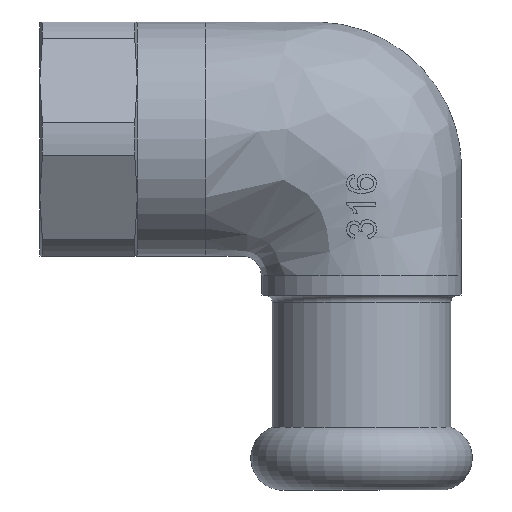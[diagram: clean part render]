
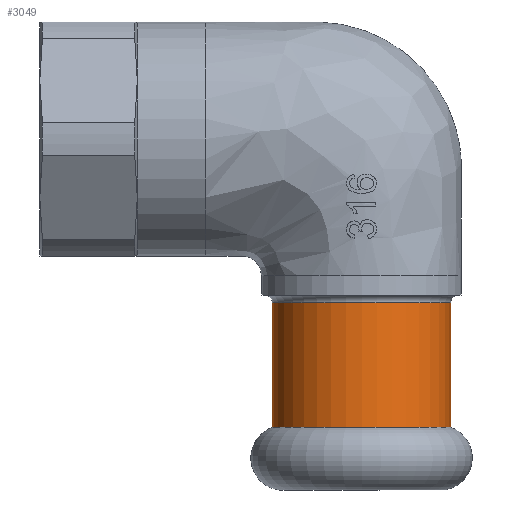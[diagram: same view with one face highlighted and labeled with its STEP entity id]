
A CAD part, left-side view. The second image highlights one B-rep face of the part: STEP entity #3049.
In plain terms, the highlighted cylindrical face has radius 9.15 mm (diameter 18.3 mm), a full revolution.
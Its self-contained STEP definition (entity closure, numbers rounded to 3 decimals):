
#564=LINE('',#7567,#700);
#700=VECTOR('',#3704,9.15);
#715=CYLINDRICAL_SURFACE('',#3237,9.15);
#879=FACE_OUTER_BOUND('',#1065,.T.);
#1065=EDGE_LOOP('',(#2788,#2789,#2790,#2791,#2792,#2793,#2794,#2795));
#1083=CIRCLE('',#3086,9.15);
#1084=CIRCLE('',#3087,9.15);
#1089=CIRCLE('',#3092,9.15);
#1138=CIRCLE('',#3228,9.15);
#1139=CIRCLE('',#3229,9.15);
#1143=CIRCLE('',#3233,9.15);
#1163=VERTEX_POINT('',#3774);
#1164=VERTEX_POINT('',#3775);
#1165=VERTEX_POINT('',#3777);
#1457=VERTEX_POINT('',#7550);
#1458=VERTEX_POINT('',#7551);
#1459=VERTEX_POINT('',#7553);
#1477=EDGE_CURVE('',#1163,#1164,#1083,.T.);
#1478=EDGE_CURVE('',#1165,#1163,#1084,.T.);
#1483=EDGE_CURVE('',#1164,#1165,#1089,.T.);
#1913=EDGE_CURVE('',#1457,#1458,#1138,.T.);
#1914=EDGE_CURVE('',#1458,#1459,#1139,.T.);
#1918=EDGE_CURVE('',#1459,#1457,#1143,.T.);
#1921=EDGE_CURVE('',#1458,#1164,#564,.T.);
#2788=ORIENTED_EDGE('',*,*,#1913,.F.);
#2789=ORIENTED_EDGE('',*,*,#1918,.F.);
#2790=ORIENTED_EDGE('',*,*,#1914,.F.);
#2791=ORIENTED_EDGE('',*,*,#1921,.T.);
#2792=ORIENTED_EDGE('',*,*,#1483,.T.);
#2793=ORIENTED_EDGE('',*,*,#1478,.T.);
#2794=ORIENTED_EDGE('',*,*,#1477,.T.);
#2795=ORIENTED_EDGE('',*,*,#1921,.F.);
#3049=ADVANCED_FACE('',(#879),#715,.T.);
#3086=AXIS2_PLACEMENT_3D('',#3776,#3272,#3273);
#3087=AXIS2_PLACEMENT_3D('',#3778,#3274,#3275);
#3092=AXIS2_PLACEMENT_3D('',#3786,#3284,#3285);
#3228=AXIS2_PLACEMENT_3D('',#7552,#3684,#3685);
#3229=AXIS2_PLACEMENT_3D('',#7554,#3686,#3687);
#3233=AXIS2_PLACEMENT_3D('',#7560,#3694,#3695);
#3237=AXIS2_PLACEMENT_3D('',#7566,#3702,#3703);
#3272=DIRECTION('center_axis',(0.,0.,1.));
#3273=DIRECTION('ref_axis',(0.,-1.,0.));
#3274=DIRECTION('center_axis',(0.,0.,1.));
#3275=DIRECTION('ref_axis',(0.,-1.,0.));
#3284=DIRECTION('center_axis',(0.,0.,1.));
#3285=DIRECTION('ref_axis',(0.,-1.,0.));
#3684=DIRECTION('center_axis',(0.,0.,1.));
#3685=DIRECTION('ref_axis',(0.,1.,0.));
#3686=DIRECTION('center_axis',(0.,0.,1.));
#3687=DIRECTION('ref_axis',(0.,1.,0.));
#3694=DIRECTION('center_axis',(0.,0.,1.));
#3695=DIRECTION('ref_axis',(0.,1.,0.));
#3702=DIRECTION('center_axis',(0.,0.,1.));
#3703=DIRECTION('ref_axis',(0.,-1.,0.));
#3704=DIRECTION('',(0.,0.,-1.));
#3774=CARTESIAN_POINT('',(0.,-9.15,-29.569));
#3775=CARTESIAN_POINT('',(0.,9.15,-29.569));
#3776=CARTESIAN_POINT('Origin',(0.,0.,-29.569));
#3777=CARTESIAN_POINT('',(-9.15,0.,-29.569));
#3778=CARTESIAN_POINT('Origin',(0.,0.,-29.569));
#3786=CARTESIAN_POINT('Origin',(0.,0.,-29.569));
#7550=CARTESIAN_POINT('',(0.,-9.15,-16.8));
#7551=CARTESIAN_POINT('',(0.,9.15,-16.8));
#7552=CARTESIAN_POINT('Origin',(0.,0.,-16.8));
#7553=CARTESIAN_POINT('',(-9.15,0.,-16.8));
#7554=CARTESIAN_POINT('Origin',(0.,0.,-16.8));
#7560=CARTESIAN_POINT('Origin',(0.,0.,-16.8));
#7566=CARTESIAN_POINT('Origin',(0.,0.,-22.784));
#7567=CARTESIAN_POINT('',(0.,9.15,-22.784));
